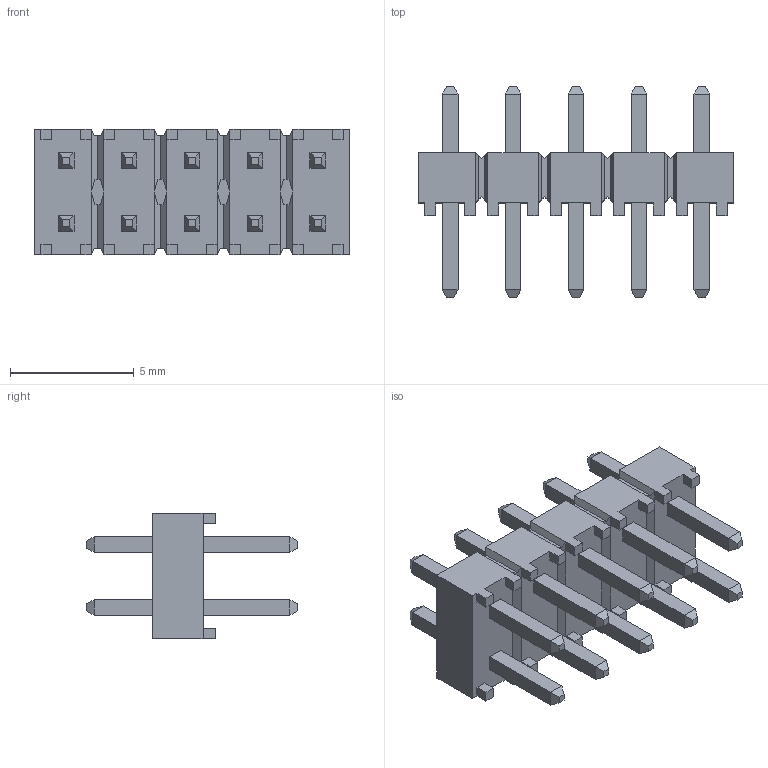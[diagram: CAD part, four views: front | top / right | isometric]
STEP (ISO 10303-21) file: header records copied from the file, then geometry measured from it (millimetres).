
FILE_DESCRIPTION (( 'STEP AP214' ), '1' );
FILE_NAME ('TSW-105-05-L-D.STEP', '2021-10-07T12:58:55', ( '' ), ( '' ), 'SwSTEP 2.0', 'SolidWorks 2020', '' );
FILE_SCHEMA (( 'AUTOMOTIVE_DESIGN' ));
Length unit declared in the file: millimetre
Products named in the file (4): TSW-105-05-L-D.stp; _TSW-105-05-L-D_body.stp; TSW-105-05-L-D; _T-1S6-21-TSW-1-05-5-D.stp
Assembly tree (3 placements, depth 3):
  TSW-105-05-L-D
    TSW-105-05-L-D.stp
      _TSW-105-05-L-D_body.stp
      _T-1S6-21-TSW-1-05-5-D.stp
Bounding box: 12.7 x 8.51 x 5.08 mm (x, y, z)
Volume: 155.7 mm3; surface area: 570.6 mm2
Topology: 2 solids, 2 shells, 408 faces, 1016 edges, 624 vertices
Faces by surface type: plane 408
Entity records: 13898 total; most frequent: CARTESIAN_POINT 2055, ORIENTED_EDGE 2032, DIRECTION 1846, LINE 1016, VECTOR 1016, EDGE_CURVE 1016, VERTEX_POINT 624, EDGE_LOOP 448
